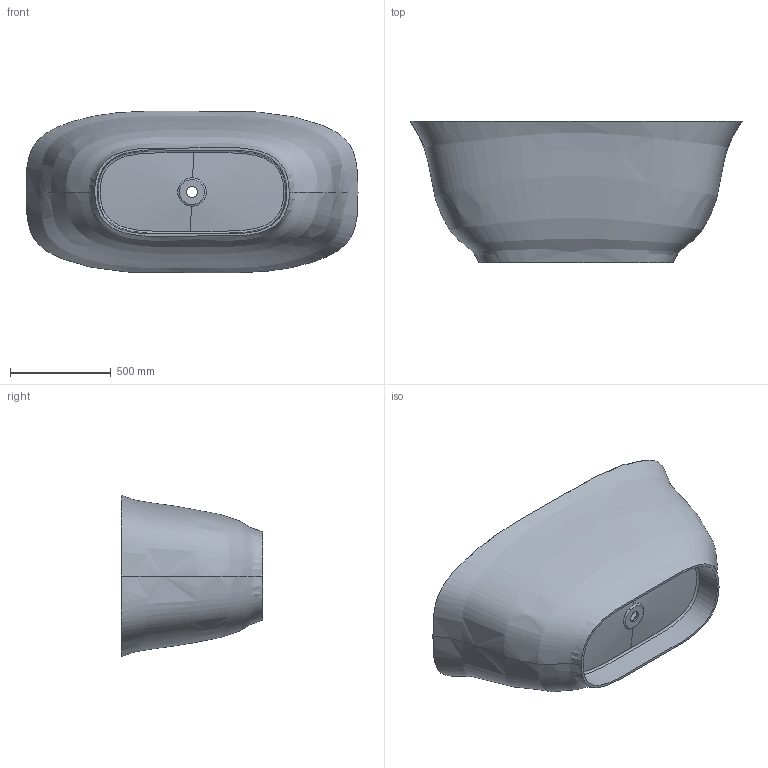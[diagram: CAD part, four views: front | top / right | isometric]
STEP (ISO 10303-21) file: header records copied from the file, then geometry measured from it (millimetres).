
FILE_DESCRIPTION (( 'STEP AP214' ), '1' );
FILE_NAME ('Egoist.STEP', '2020-08-12T13:23:50', ( '' ), ( '' ), 'SwSTEP 2.0', 'SolidWorks 2018', '' );
FILE_SCHEMA (( 'AUTOMOTIVE_DESIGN' ));
Length unit declared in the file: millimetre
Products named in the file (1): Egoist
Bounding box: 1645 x 700 x 800.51 mm (x, y, z)
Volume: 61646508.8 mm3; surface area: 5927872.2 mm2
Topology: 1 solids, 1 shells, 25 faces, 64 edges, 42 vertices
Faces by surface type: bspline 18, plane 3, cone 2, cylinder 2
Entity records: 36299 total; most frequent: CARTESIAN_POINT 35785, ORIENTED_EDGE 128, EDGE_CURVE 64, DIRECTION 52, B_SPLINE_CURVE_WITH_KNOTS 44, VERTEX_POINT 42, EDGE_LOOP 28, ADVANCED_FACE 25
